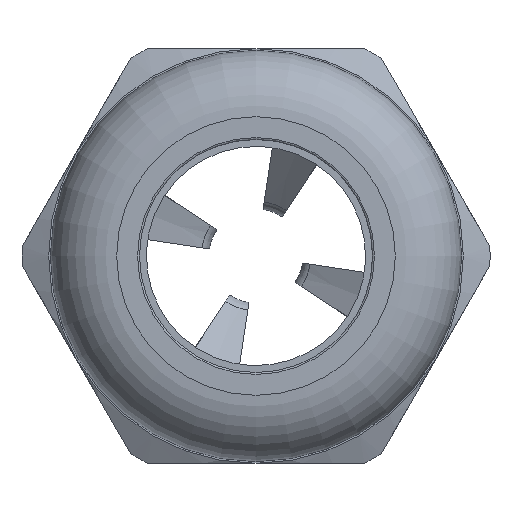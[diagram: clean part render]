
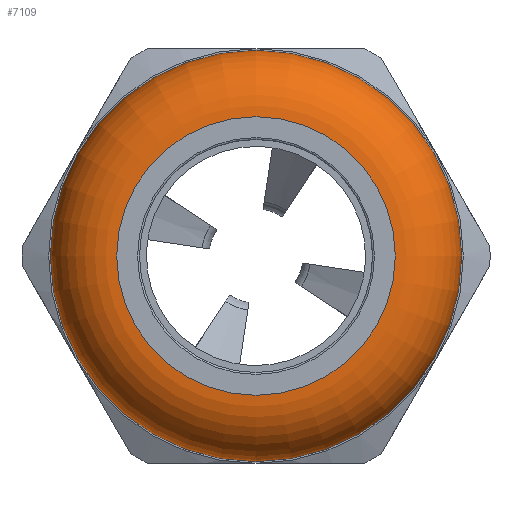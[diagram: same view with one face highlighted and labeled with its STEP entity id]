
A CAD part, left-side view. The second image highlights one B-rep face of the part: STEP entity #7109.
In plain terms, the highlighted toroidal (fillet/blend) face has major radius 7.39 mm and minor radius 3.52 mm.
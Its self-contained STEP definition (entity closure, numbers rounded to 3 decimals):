
#68=TOROIDAL_SURFACE('',#7626,7.39,3.52);
#157=FACE_BOUND('',#1340,.T.);
#474=CIRCLE('',#7623,7.39);
#476=CIRCLE('',#7627,10.91);
#917=FACE_OUTER_BOUND('',#1339,.T.);
#1339=EDGE_LOOP('',(#4893));
#1340=EDGE_LOOP('',(#4894));
#2935=VERTEX_POINT('',#12067);
#2937=VERTEX_POINT('',#12073);
#3707=EDGE_CURVE('',#2935,#2935,#474,.T.);
#3709=EDGE_CURVE('',#2937,#2937,#476,.T.);
#4893=ORIENTED_EDGE('',*,*,#3707,.T.);
#4894=ORIENTED_EDGE('',*,*,#3709,.F.);
#7109=ADVANCED_FACE('',(#917,#157),#68,.T.);
#7623=AXIS2_PLACEMENT_3D('',#12068,#8567,#8568);
#7626=AXIS2_PLACEMENT_3D('',#12072,#8573,#8574);
#7627=AXIS2_PLACEMENT_3D('',#12074,#8575,#8576);
#8567=DIRECTION('center_axis',(1.,0.,0.));
#8568=DIRECTION('ref_axis',(0.,0.,-1.));
#8573=DIRECTION('center_axis',(1.,0.,0.));
#8574=DIRECTION('ref_axis',(0.,0.,-1.));
#8575=DIRECTION('center_axis',(1.,0.,0.));
#8576=DIRECTION('ref_axis',(0.,0.,-1.));
#12067=CARTESIAN_POINT('',(-15.64,7.39,0.));
#12068=CARTESIAN_POINT('Origin',(-15.64,0.,0.));
#12072=CARTESIAN_POINT('Origin',(-12.12,0.,0.));
#12073=CARTESIAN_POINT('',(-12.12,10.91,0.));
#12074=CARTESIAN_POINT('Origin',(-12.12,0.,0.));
